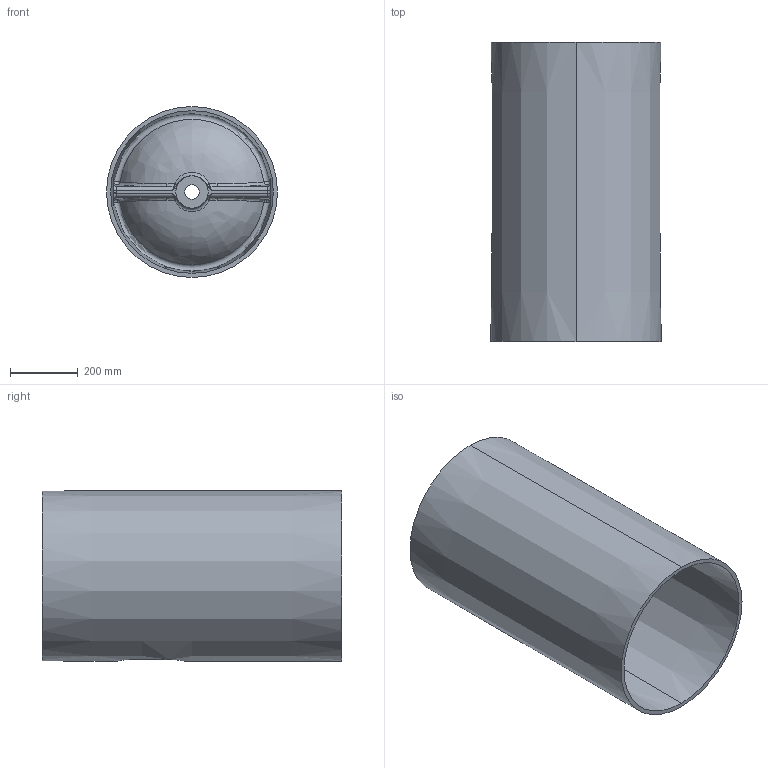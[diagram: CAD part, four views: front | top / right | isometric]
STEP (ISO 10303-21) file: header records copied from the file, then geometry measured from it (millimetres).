
FILE_DESCRIPTION (( 'STEP AP214' ), '1' );
FILE_NAME ('Cosmos.STEP', '2021-08-12T13:11:53', ( '' ), ( '' ), 'SwSTEP 2.0', 'SolidWorks 2020', '' );
FILE_SCHEMA (( 'AUTOMOTIVE_DESIGN' ));
Length unit declared in the file: millimetre
Products named in the file (1): Cosmos
Bounding box: 503.07 x 880 x 503.07 mm (x, y, z)
Volume: 24766741.6 mm3; surface area: 3106087.9 mm2
Topology: 1 solids, 1 shells, 72 faces, 165 edges, 96 vertices
Faces by surface type: bspline 24, plane 11, sphere 10, cone 10, torus 9, cylinder 8
Entity records: 3950 total; most frequent: CARTESIAN_POINT 2442, ORIENTED_EDGE 330, DIRECTION 288, EDGE_CURVE 165, AXIS2_PLACEMENT_3D 132, VERTEX_POINT 96, CIRCLE 83, EDGE_LOOP 77
